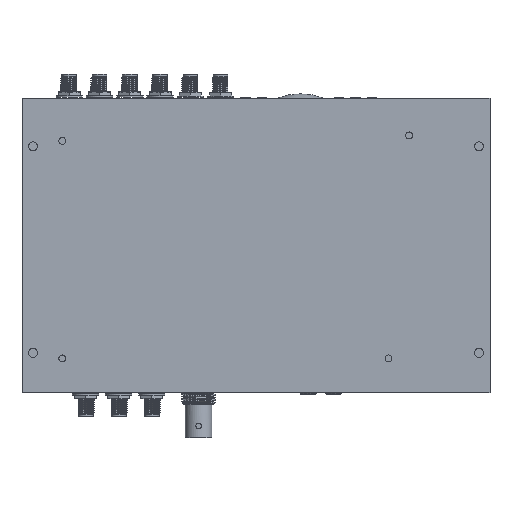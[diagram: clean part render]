
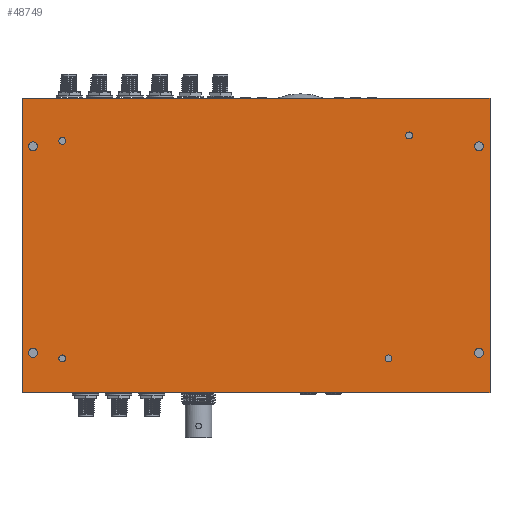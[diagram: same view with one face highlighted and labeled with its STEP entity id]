
A CAD part, front view. The second image highlights one B-rep face of the part: STEP entity #48749.
In plain terms, the highlighted planar face has unit normal (0, -1, 0).
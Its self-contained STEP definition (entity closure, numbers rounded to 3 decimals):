
#626 = ORIENTED_EDGE ( 'NONE', *, *, #4485, .F. ) ;
#1149 = AXIS2_PLACEMENT_3D ( 'NONE', #49325, #58711, #66957 ) ;
#1308 = VECTOR ( 'NONE', #34295, 1000. ) ;
#1576 = VECTOR ( 'NONE', #49796, 1000. ) ;
#2520 = VERTEX_POINT ( 'NONE', #56740 ) ;
#2954 = LINE ( 'NONE', #81886, #53839 ) ;
#4485 = EDGE_CURVE ( 'NONE', #115598, #115598, #46407, .T. ) ;
#4809 = VERTEX_POINT ( 'NONE', #65534 ) ;
#6115 = CARTESIAN_POINT ( 'NONE',  ( 81., 0., -40.65 ) ) ;
#6580 = DIRECTION ( 'NONE',  ( 0., 0., -1. ) ) ;
#7139 = VERTEX_POINT ( 'NONE', #43094 ) ;
#8858 = ORIENTED_EDGE ( 'NONE', *, *, #110197, .T. ) ;
#9169 = EDGE_LOOP ( 'NONE', ( #67881 ) ) ;
#10136 = DIRECTION ( 'NONE',  ( 0., 0., 1. ) ) ;
#13878 = LINE ( 'NONE', #39818, #1576 ) ;
#13955 = FACE_BOUND ( 'NONE', #69800, .T. ) ;
#15310 = ORIENTED_EDGE ( 'NONE', *, *, #102398, .T. ) ;
#15347 = CIRCLE ( 'NONE', #77372, 1.65 ) ;
#16261 = ORIENTED_EDGE ( 'NONE', *, *, #110757, .F. ) ;
#16410 = CARTESIAN_POINT ( 'NONE',  ( -81., 0., 36. ) ) ;
#17014 = DIRECTION ( 'NONE',  ( 0., 0., -1. ) ) ;
#17739 = CARTESIAN_POINT ( 'NONE',  ( -81., 0., 34.35 ) ) ;
#18492 = AXIS2_PLACEMENT_3D ( 'NONE', #32520, #79057, #50815 ) ;
#19601 = CARTESIAN_POINT ( 'NONE',  ( 48.15, 0., -41.01 ) ) ;
#21132 = EDGE_CURVE ( 'NONE', #88299, #35708, #2954, .T. ) ;
#21233 = VERTEX_POINT ( 'NONE', #49488 ) ;
#22335 = EDGE_CURVE ( 'NONE', #35708, #21233, #41325, .T. ) ;
#22666 = EDGE_LOOP ( 'NONE', ( #71103 ) ) ;
#23467 = CARTESIAN_POINT ( 'NONE',  ( -70.35, 0., -41.01 ) ) ;
#24194 = CIRCLE ( 'NONE', #33572, 1.25 ) ;
#24722 = ORIENTED_EDGE ( 'NONE', *, *, #93305, .F. ) ;
#25722 = CIRCLE ( 'NONE', #50171, 1.65 ) ;
#26624 = CARTESIAN_POINT ( 'NONE',  ( 81., 0., 36. ) ) ;
#26794 = CARTESIAN_POINT ( 'NONE',  ( -85., 0., 53.5 ) ) ;
#27702 = DIRECTION ( 'NONE',  ( -1., 0., 0. ) ) ;
#28740 = VERTEX_POINT ( 'NONE', #17739 ) ;
#30442 = CARTESIAN_POINT ( 'NONE',  ( 85., 0., 53.5 ) ) ;
#31042 = FACE_BOUND ( 'NONE', #96738, .T. ) ;
#32520 = CARTESIAN_POINT ( 'NONE',  ( 55.65, 0., 39.99 ) ) ;
#33572 = AXIS2_PLACEMENT_3D ( 'NONE', #39587, #91374, #10136 ) ;
#34224 = CARTESIAN_POINT ( 'NONE',  ( -85., 0., -53.5 ) ) ;
#34295 = DIRECTION ( 'NONE',  ( 1., 0., 0. ) ) ;
#34806 = CARTESIAN_POINT ( 'NONE',  ( -70.35, 0., 39.24 ) ) ;
#35708 = VERTEX_POINT ( 'NONE', #83838 ) ;
#37123 = DIRECTION ( 'NONE',  ( 0., 0., -1. ) ) ;
#37237 = DIRECTION ( 'NONE',  ( 0., 1., 0. ) ) ;
#38294 = EDGE_LOOP ( 'NONE', ( #626 ) ) ;
#39312 = FACE_BOUND ( 'NONE', #38294, .T. ) ;
#39587 = CARTESIAN_POINT ( 'NONE',  ( -70.35, 0., 37.99 ) ) ;
#39818 = CARTESIAN_POINT ( 'NONE',  ( -85., 0., -53.5 ) ) ;
#40229 = LINE ( 'NONE', #44879, #1308 ) ;
#41325 = LINE ( 'NONE', #34224, #80233 ) ;
#41611 = PLANE ( 'NONE',  #1149 ) ;
#41637 = CARTESIAN_POINT ( 'NONE',  ( 55.65, 0., 41.24 ) ) ;
#42875 = DIRECTION ( 'NONE',  ( 0., 0., -1. ) ) ;
#43094 = CARTESIAN_POINT ( 'NONE',  ( -81., 0., -40.65 ) ) ;
#44791 = CIRCLE ( 'NONE', #18492, 1.25 ) ;
#44879 = CARTESIAN_POINT ( 'NONE',  ( -85., 0., 53.5 ) ) ;
#46407 = CIRCLE ( 'NONE', #112201, 1.65 ) ;
#46411 = VERTEX_POINT ( 'NONE', #101740 ) ;
#47856 = ORIENTED_EDGE ( 'NONE', *, *, #54752, .T. ) ;
#48486 = DIRECTION ( 'NONE',  ( 0., 0., -1. ) ) ;
#48749 = ADVANCED_FACE ( 'NONE', ( #31042, #39312, #66409, #94593, #67544, #101717, #13955, #85210, #75241 ), #41611, .F. ) ;
#49325 = CARTESIAN_POINT ( 'NONE',  ( 0., 0., 0. ) ) ;
#49488 = CARTESIAN_POINT ( 'NONE',  ( -85., 0., -53.5 ) ) ;
#49796 = DIRECTION ( 'NONE',  ( 0., 0., 1. ) ) ;
#50171 = AXIS2_PLACEMENT_3D ( 'NONE', #26624, #97821, #6580 ) ;
#50815 = DIRECTION ( 'NONE',  ( 0., 0., 1. ) ) ;
#50955 = EDGE_CURVE ( 'NONE', #68264, #88299, #40229, .T. ) ;
#51315 = CIRCLE ( 'NONE', #66375, 1.65 ) ;
#53839 = VECTOR ( 'NONE', #37123, 1000. ) ;
#54752 = EDGE_CURVE ( 'NONE', #2520, #2520, #110850, .T. ) ;
#56623 = EDGE_CURVE ( 'NONE', #4809, #4809, #25722, .T. ) ;
#56740 = CARTESIAN_POINT ( 'NONE',  ( 48.15, 0., -39.76 ) ) ;
#58711 = DIRECTION ( 'NONE',  ( 0., 1., 0. ) ) ;
#58937 = AXIS2_PLACEMENT_3D ( 'NONE', #23467, #76470, #61111 ) ;
#59022 = DIRECTION ( 'NONE',  ( 0., -1., 0. ) ) ;
#61111 = DIRECTION ( 'NONE',  ( 0., 0., 1. ) ) ;
#63955 = ORIENTED_EDGE ( 'NONE', *, *, #21132, .F. ) ;
#65534 = CARTESIAN_POINT ( 'NONE',  ( 81., 0., 34.35 ) ) ;
#66375 = AXIS2_PLACEMENT_3D ( 'NONE', #16410, #111395, #17014 ) ;
#66409 = FACE_BOUND ( 'NONE', #22666, .T. ) ;
#66431 = VERTEX_POINT ( 'NONE', #41637 ) ;
#66957 = DIRECTION ( 'NONE',  ( 0., 0., 1. ) ) ;
#67544 = FACE_BOUND ( 'NONE', #88214, .T. ) ;
#67575 = ORIENTED_EDGE ( 'NONE', *, *, #22335, .F. ) ;
#67846 = EDGE_LOOP ( 'NONE', ( #16261, #67575, #63955, #73488 ) ) ;
#67881 = ORIENTED_EDGE ( 'NONE', *, *, #94313, .T. ) ;
#67990 = ORIENTED_EDGE ( 'NONE', *, *, #56623, .F. ) ;
#68264 = VERTEX_POINT ( 'NONE', #26794 ) ;
#69800 = EDGE_LOOP ( 'NONE', ( #8858 ) ) ;
#71103 = ORIENTED_EDGE ( 'NONE', *, *, #77438, .F. ) ;
#73488 = ORIENTED_EDGE ( 'NONE', *, *, #50955, .F. ) ;
#75241 = FACE_OUTER_BOUND ( 'NONE', #67846, .T. ) ;
#76470 = DIRECTION ( 'NONE',  ( 0., 1., 0. ) ) ;
#77372 = AXIS2_PLACEMENT_3D ( 'NONE', #98720, #96976, #42875 ) ;
#77438 = EDGE_CURVE ( 'NONE', #7139, #7139, #15347, .T. ) ;
#77769 = CIRCLE ( 'NONE', #58937, 1.25 ) ;
#79057 = DIRECTION ( 'NONE',  ( 0., 1., 0. ) ) ;
#79600 = VERTEX_POINT ( 'NONE', #34806 ) ;
#80233 = VECTOR ( 'NONE', #27702, 1000. ) ;
#81886 = CARTESIAN_POINT ( 'NONE',  ( 85., 0., -53.5 ) ) ;
#83838 = CARTESIAN_POINT ( 'NONE',  ( 85., 0., -53.5 ) ) ;
#85210 = FACE_BOUND ( 'NONE', #9169, .T. ) ;
#88214 = EDGE_LOOP ( 'NONE', ( #15310 ) ) ;
#88299 = VERTEX_POINT ( 'NONE', #30442 ) ;
#91374 = DIRECTION ( 'NONE',  ( 0., 1., 0. ) ) ;
#93155 = DIRECTION ( 'NONE',  ( 0., 0., 1. ) ) ;
#93305 = EDGE_CURVE ( 'NONE', #28740, #28740, #51315, .T. ) ;
#94127 = EDGE_LOOP ( 'NONE', ( #47856 ) ) ;
#94313 = EDGE_CURVE ( 'NONE', #46411, #46411, #77769, .T. ) ;
#94593 = FACE_BOUND ( 'NONE', #97899, .T. ) ;
#96738 = EDGE_LOOP ( 'NONE', ( #24722 ) ) ;
#96976 = DIRECTION ( 'NONE',  ( 0., -1., 0. ) ) ;
#97821 = DIRECTION ( 'NONE',  ( 0., -1., 0. ) ) ;
#97899 = EDGE_LOOP ( 'NONE', ( #67990 ) ) ;
#98720 = CARTESIAN_POINT ( 'NONE',  ( -81., 0., -39. ) ) ;
#101434 = AXIS2_PLACEMENT_3D ( 'NONE', #19601, #37237, #93155 ) ;
#101717 = FACE_BOUND ( 'NONE', #94127, .T. ) ;
#101740 = CARTESIAN_POINT ( 'NONE',  ( -70.35, 0., -39.76 ) ) ;
#102398 = EDGE_CURVE ( 'NONE', #79600, #79600, #24194, .T. ) ;
#103771 = CARTESIAN_POINT ( 'NONE',  ( 81., 0., -39. ) ) ;
#110197 = EDGE_CURVE ( 'NONE', #66431, #66431, #44791, .T. ) ;
#110757 = EDGE_CURVE ( 'NONE', #21233, #68264, #13878, .T. ) ;
#110850 = CIRCLE ( 'NONE', #101434, 1.25 ) ;
#111395 = DIRECTION ( 'NONE',  ( 0., -1., 0. ) ) ;
#112201 = AXIS2_PLACEMENT_3D ( 'NONE', #103771, #59022, #48486 ) ;
#115598 = VERTEX_POINT ( 'NONE', #6115 ) ;
